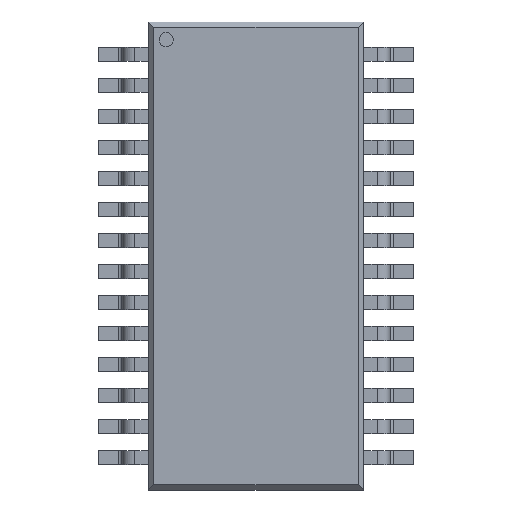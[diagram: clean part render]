
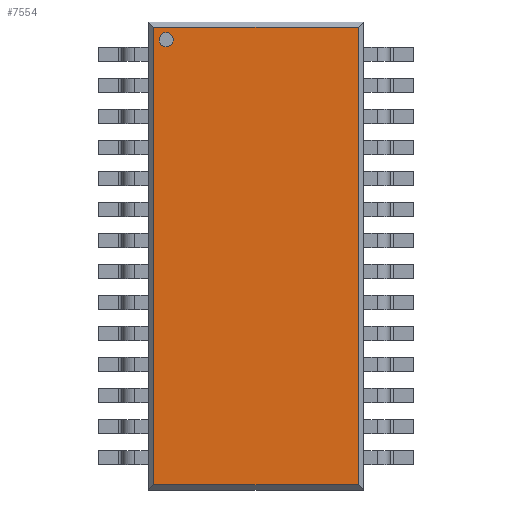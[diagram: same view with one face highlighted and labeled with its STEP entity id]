
A CAD part, top view. The second image highlights one B-rep face of the part: STEP entity #7554.
In plain terms, the highlighted planar face has unit normal (0, 0, 1).
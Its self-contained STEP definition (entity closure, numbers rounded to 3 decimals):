
#28=FACE_BOUND('',#1145,.T.);
#268=CIRCLE('',#8150,0.15);
#754=FACE_OUTER_BOUND('',#1144,.T.);
#1144=EDGE_LOOP('',(#6479,#6480,#6481,#6482));
#1145=EDGE_LOOP('',(#6483));
#1948=LINE('',#12228,#2753);
#1953=LINE('',#12238,#2758);
#1955=LINE('',#12242,#2760);
#1958=LINE('',#12247,#2763);
#2753=VECTOR('',#10135,1.);
#2758=VECTOR('',#10142,1.);
#2760=VECTOR('',#10146,1.);
#2763=VECTOR('',#10151,1.);
#3446=VERTEX_POINT('',#12221);
#3447=VERTEX_POINT('',#12226);
#3448=VERTEX_POINT('',#12227);
#3452=VERTEX_POINT('',#12237);
#3453=VERTEX_POINT('',#12241);
#4469=EDGE_CURVE('',#3446,#3446,#268,.T.);
#4470=EDGE_CURVE('',#3447,#3448,#1948,.T.);
#4475=EDGE_CURVE('',#3448,#3452,#1953,.T.);
#4477=EDGE_CURVE('',#3453,#3447,#1955,.T.);
#4480=EDGE_CURVE('',#3452,#3453,#1958,.T.);
#6479=ORIENTED_EDGE('',*,*,#4470,.F.);
#6480=ORIENTED_EDGE('',*,*,#4477,.F.);
#6481=ORIENTED_EDGE('',*,*,#4480,.F.);
#6482=ORIENTED_EDGE('',*,*,#4475,.F.);
#6483=ORIENTED_EDGE('',*,*,#4469,.T.);
#6811=PLANE('',#8158);
#7554=ADVANCED_FACE('',(#754,#28),#6811,.T.);
#8150=AXIS2_PLACEMENT_3D('',#12223,#10129,#10130);
#8158=AXIS2_PLACEMENT_3D('',#12259,#10162,#10163);
#10129=DIRECTION('center_axis',(0.,0.,-1.));
#10130=DIRECTION('ref_axis',(1.,0.,0.));
#10135=DIRECTION('',(0.,-1.,0.));
#10142=DIRECTION('',(-1.,0.,0.));
#10146=DIRECTION('',(1.,0.,0.));
#10151=DIRECTION('',(0.,1.,0.));
#10162=DIRECTION('center_axis',(0.,0.,1.));
#10163=DIRECTION('ref_axis',(1.,0.,0.));
#12221=CARTESIAN_POINT('',(-2.03,4.53,1.1));
#12223=CARTESIAN_POINT('Origin',(-1.88,4.53,1.1));
#12226=CARTESIAN_POINT('',(2.14,4.79,1.1));
#12227=CARTESIAN_POINT('',(2.14,-4.79,1.1));
#12228=CARTESIAN_POINT('',(2.14,0.,1.1));
#12237=CARTESIAN_POINT('',(-2.14,-4.79,1.1));
#12238=CARTESIAN_POINT('',(0.,-4.79,1.1));
#12241=CARTESIAN_POINT('',(-2.14,4.79,1.1));
#12242=CARTESIAN_POINT('',(0.,4.79,1.1));
#12247=CARTESIAN_POINT('',(-2.14,0.,1.1));
#12259=CARTESIAN_POINT('Origin',(0.,0.,1.1));
